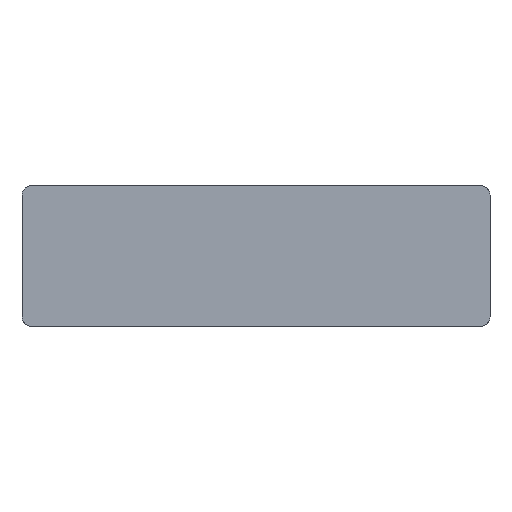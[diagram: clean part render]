
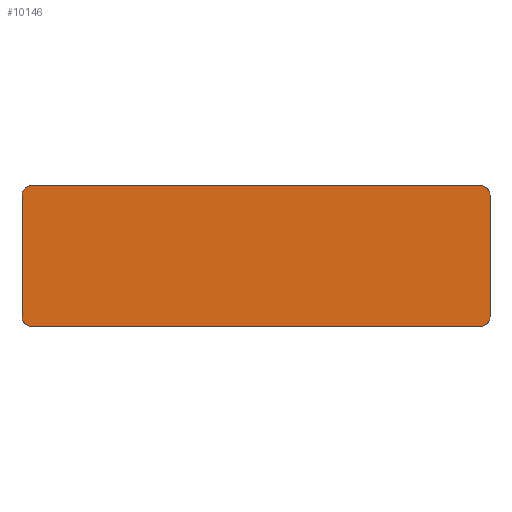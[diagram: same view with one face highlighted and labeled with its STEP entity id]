
A CAD part, front view. The second image highlights one B-rep face of the part: STEP entity #10146.
In plain terms, the highlighted planar face has unit normal (0, -1, 0).
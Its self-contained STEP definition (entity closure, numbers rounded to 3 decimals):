
#36=CARTESIAN_POINT('',(48.,-24.,-13.));
#37=DIRECTION('',(0.,-1.,0.));
#38=DIRECTION('',(0.,0.,-1.));
#39=AXIS2_PLACEMENT_3D('',#36,#37,#38);
#41=DIRECTION('',(1.,0.,0.));
#42=VECTOR('',#41,96.);
#43=CARTESIAN_POINT('',(-48.,-24.,-15.));
#44=LINE('',#43,#42);
#45=CARTESIAN_POINT('',(-48.,-24.,-13.));
#46=DIRECTION('',(0.,-1.,0.));
#47=DIRECTION('',(-1.,0.,0.));
#48=AXIS2_PLACEMENT_3D('',#45,#46,#47);
#50=CARTESIAN_POINT('',(-48.,-24.,13.));
#51=DIRECTION('',(0.,-1.,0.));
#52=DIRECTION('',(0.,0.,1.));
#53=AXIS2_PLACEMENT_3D('',#50,#51,#52);
#55=DIRECTION('',(1.,0.,0.));
#56=VECTOR('',#55,96.);
#57=CARTESIAN_POINT('',(-48.,-24.,15.));
#58=LINE('',#57,#56);
#59=CARTESIAN_POINT('',(48.,-24.,13.));
#60=DIRECTION('',(0.,-1.,0.));
#61=DIRECTION('',(1.,0.,0.));
#62=AXIS2_PLACEMENT_3D('',#59,#60,#61);
#96=DIRECTION('',(0.,0.,1.));
#97=VECTOR('',#96,26.);
#98=CARTESIAN_POINT('',(50.,-24.,-13.));
#99=LINE('',#98,#97);
#5789=DIRECTION('',(0.,0.,-1.));
#5790=VECTOR('',#5789,26.);
#5791=CARTESIAN_POINT('',(-50.,-24.,13.));
#5792=LINE('',#5791,#5790);
#8540=CARTESIAN_POINT('',(48.,-24.,-15.));
#8541=CARTESIAN_POINT('',(50.,-24.,-13.));
#8542=VERTEX_POINT('',#8540);
#8543=VERTEX_POINT('',#8541);
#8560=CARTESIAN_POINT('',(50.,-24.,13.));
#8561=CARTESIAN_POINT('',(48.,-24.,15.));
#8562=VERTEX_POINT('',#8560);
#8563=VERTEX_POINT('',#8561);
#8580=CARTESIAN_POINT('',(-48.,-24.,15.));
#8581=CARTESIAN_POINT('',(-50.,-24.,13.));
#8582=VERTEX_POINT('',#8580);
#8583=VERTEX_POINT('',#8581);
#8600=CARTESIAN_POINT('',(-50.,-24.,-13.));
#8601=CARTESIAN_POINT('',(-48.,-24.,-15.));
#8602=VERTEX_POINT('',#8600);
#8603=VERTEX_POINT('',#8601);
#10125=CARTESIAN_POINT('',(0.,-24.,0.));
#10126=DIRECTION('',(0.,-1.,0.));
#10127=DIRECTION('',(1.,0.,0.));
#10128=AXIS2_PLACEMENT_3D('',#10125,#10126,#10127);
#10129=PLANE('',#10128);
#10131=ORIENTED_EDGE('',*,*,#10130,.F.);
#10133=ORIENTED_EDGE('',*,*,#10132,.F.);
#10135=ORIENTED_EDGE('',*,*,#10134,.F.);
#10137=ORIENTED_EDGE('',*,*,#10136,.F.);
#10139=ORIENTED_EDGE('',*,*,#10138,.F.);
#10140=ORIENTED_EDGE('',*,*,#10095,.T.);
#10141=ORIENTED_EDGE('',*,*,#10115,.F.);
#10143=ORIENTED_EDGE('',*,*,#10142,.F.);
#10144=EDGE_LOOP('',(#10131,#10133,#10135,#10137,#10139,#10140,#10141,#10143));
#10145=FACE_OUTER_BOUND('',#10144,.F.);
#10146=ADVANCED_FACE('',(#10145),#10129,.T.);
#40=CIRCLE('',#39,2.);
#49=CIRCLE('',#48,2.);
#54=CIRCLE('',#53,2.);
#63=CIRCLE('',#62,2.);
#10095=EDGE_CURVE('',#8582,#8563,#58,.T.);
#10115=EDGE_CURVE('',#8562,#8563,#63,.T.);
#10130=EDGE_CURVE('',#8542,#8543,#40,.T.);
#10132=EDGE_CURVE('',#8603,#8542,#44,.T.);
#10134=EDGE_CURVE('',#8602,#8603,#49,.T.);
#10136=EDGE_CURVE('',#8583,#8602,#5792,.T.);
#10138=EDGE_CURVE('',#8582,#8583,#54,.T.);
#10142=EDGE_CURVE('',#8543,#8562,#99,.T.);
